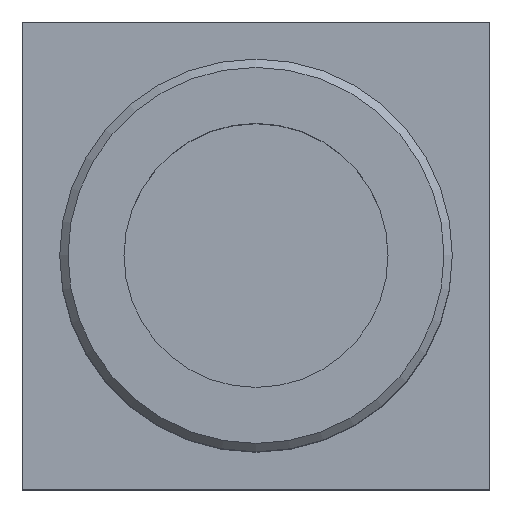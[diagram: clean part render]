
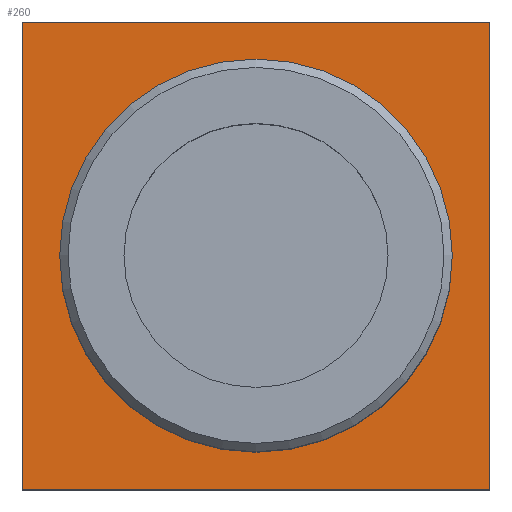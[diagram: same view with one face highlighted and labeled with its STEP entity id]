
A CAD part, top view. The second image highlights one B-rep face of the part: STEP entity #260.
In plain terms, the highlighted planar face has unit normal (0, 0, 1).
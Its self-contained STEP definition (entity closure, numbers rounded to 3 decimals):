
#20=FACE_BOUND('',#68,.T.);
#30=PLANE('',#307);
#47=FACE_OUTER_BOUND('',#67,.T.);
#67=EDGE_LOOP('',(#232,#233,#234,#235));
#68=EDGE_LOOP('',(#236));
#77=LINE('',#448,#94);
#80=LINE('',#454,#97);
#83=LINE('',#460,#100);
#86=LINE('',#464,#103);
#94=VECTOR('',#374,10.);
#97=VECTOR('',#379,10.);
#100=VECTOR('',#384,10.);
#103=VECTOR('',#389,10.);
#119=CIRCLE('',#302,1.175);
#133=VERTEX_POINT('',#438);
#136=VERTEX_POINT('',#445);
#137=VERTEX_POINT('',#447);
#139=VERTEX_POINT('',#453);
#141=VERTEX_POINT('',#459);
#161=EDGE_CURVE('',#133,#133,#119,.T.);
#165=EDGE_CURVE('',#137,#136,#77,.T.);
#168=EDGE_CURVE('',#139,#137,#80,.T.);
#171=EDGE_CURVE('',#141,#139,#83,.T.);
#174=EDGE_CURVE('',#136,#141,#86,.T.);
#232=ORIENTED_EDGE('',*,*,#174,.T.);
#233=ORIENTED_EDGE('',*,*,#171,.T.);
#234=ORIENTED_EDGE('',*,*,#168,.T.);
#235=ORIENTED_EDGE('',*,*,#165,.T.);
#236=ORIENTED_EDGE('',*,*,#161,.T.);
#260=ADVANCED_FACE('',(#47,#20),#30,.T.);
#302=AXIS2_PLACEMENT_3D('',#439,#367,#368);
#307=AXIS2_PLACEMENT_3D('',#465,#390,#391);
#367=DIRECTION('center_axis',(0.,0.,-1.));
#368=DIRECTION('ref_axis',(0.,1.,0.));
#374=DIRECTION('',(1.,0.,0.));
#379=DIRECTION('',(0.,-1.,0.));
#384=DIRECTION('',(-1.,0.,0.));
#389=DIRECTION('',(0.,1.,0.));
#390=DIRECTION('center_axis',(0.,0.,1.));
#391=DIRECTION('ref_axis',(1.,0.,0.));
#438=CARTESIAN_POINT('',(0.,-1.175,0.375));
#439=CARTESIAN_POINT('Origin',(0.,0.,0.375));
#445=CARTESIAN_POINT('',(1.4,-1.4,0.375));
#447=CARTESIAN_POINT('',(-1.4,-1.4,0.375));
#448=CARTESIAN_POINT('',(-1.4,-1.4,0.375));
#453=CARTESIAN_POINT('',(-1.4,1.4,0.375));
#454=CARTESIAN_POINT('',(-1.4,1.4,0.375));
#459=CARTESIAN_POINT('',(1.4,1.4,0.375));
#460=CARTESIAN_POINT('',(1.4,1.4,0.375));
#464=CARTESIAN_POINT('',(1.4,-1.4,0.375));
#465=CARTESIAN_POINT('Origin',(0.,0.,0.375));
